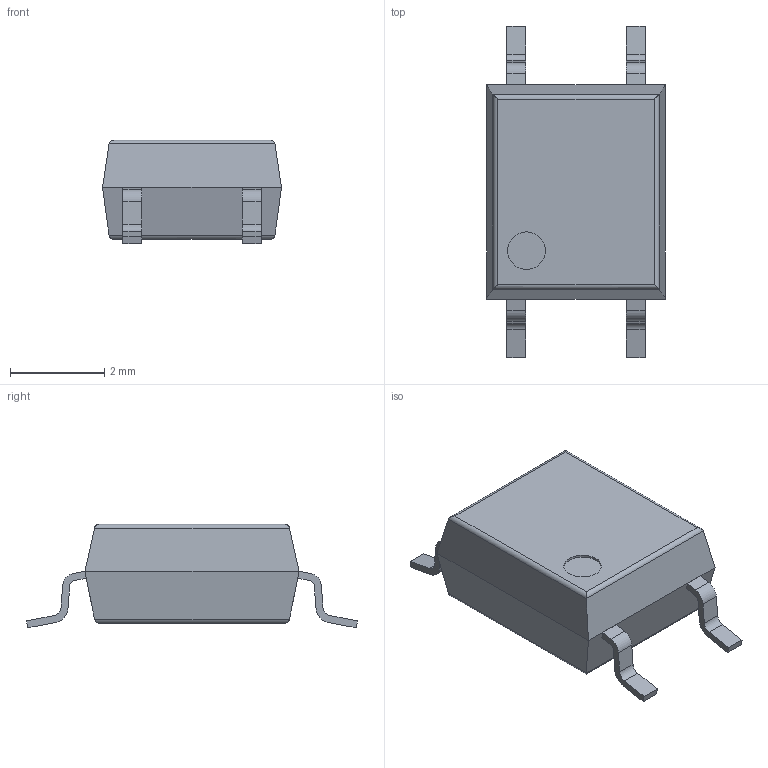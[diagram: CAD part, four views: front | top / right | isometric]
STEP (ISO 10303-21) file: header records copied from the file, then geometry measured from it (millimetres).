
FILE_DESCRIPTION(('FreeCAD Model'),'2;1');
FILE_NAME( 'OK_SO_6_4.step', '2021-02-20T18:56:03',('Author'),(''), 'Open CASCADE STEP processor 7.3','FreeCAD','Unknown');
FILE_SCHEMA(('AUTOMOTIVE_DESIGN { 1 0 10303 214 1 1 1 1 }'));
Length unit declared in the file: millimetre
Products named in the file (1): User_Library-SOP-4-2
Bounding box: 3.8 x 7.03 x 2.2 mm (x, y, z)
Volume: 33.6 mm3; surface area: 70.5 mm2
Topology: 1 solids, 1 shells, 76 faces, 200 edges, 132 vertices
Faces by surface type: plane 48, cylinder 28
Entity records: 5881 total; most frequent: CARTESIAN_POINT 1393, DIRECTION 726, LINE 472, VECTOR 472, ORIENTED_EDGE 400, PCURVE 400, DEFINITIONAL_REPRESENTATION 400, EDGE_CURVE 200
